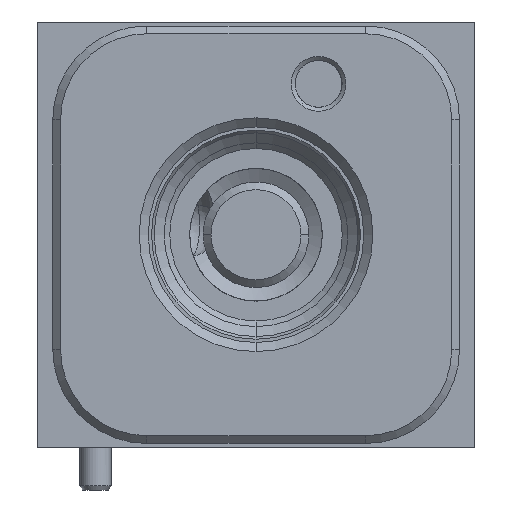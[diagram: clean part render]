
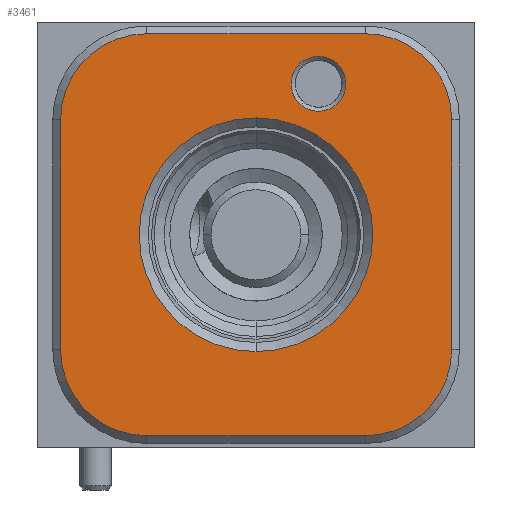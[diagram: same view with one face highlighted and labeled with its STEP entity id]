
A CAD part, front view. The second image highlights one B-rep face of the part: STEP entity #3461.
In plain terms, the highlighted planar face has unit normal (0, -1, 0).
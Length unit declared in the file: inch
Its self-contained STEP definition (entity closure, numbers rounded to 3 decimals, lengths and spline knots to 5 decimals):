
#901=CARTESIAN_POINT('',(1.313,-2.906,1.309));
#902=DIRECTION('',(0.,1.,0.));
#903=DIRECTION('',(0.,0.,1.));
#904=AXIS2_PLACEMENT_3D('',#901,#902,#903);
#915=CARTESIAN_POINT('',(0.875,-2.906,0.85));
#916=DIRECTION('',(0.,1.,0.));
#917=DIRECTION('',(0.,0.,-1.));
#918=AXIS2_PLACEMENT_3D('',#915,#916,#917);
#920=CARTESIAN_POINT('',(0.875,-2.906,0.85));
#921=DIRECTION('',(0.,1.,0.));
#922=DIRECTION('',(0.,0.,1.));
#923=AXIS2_PLACEMENT_3D('',#920,#921,#922);
#925=CARTESIAN_POINT('',(1.125,-2.906,1.453));
#926=DIRECTION('',(0.,1.,0.));
#927=DIRECTION('',(-0.643,0.,-0.766));
#928=AXIS2_PLACEMENT_3D('',#925,#926,#927);
#930=CARTESIAN_POINT('',(1.125,-2.906,1.453));
#931=DIRECTION('',(0.,1.,0.));
#932=DIRECTION('',(0.643,0.,0.766));
#933=AXIS2_PLACEMENT_3D('',#930,#931,#932);
#935=DIRECTION('',(0.,0.,-1.));
#936=VECTOR('',#935,0.918);
#937=CARTESIAN_POINT('',(1.657,-2.906,1.309));
#938=LINE('',#937,#936);
#955=CARTESIAN_POINT('',(1.313,-2.906,0.391));
#956=DIRECTION('',(0.,1.,0.));
#957=DIRECTION('',(1.,0.,0.));
#958=AXIS2_PLACEMENT_3D('',#955,#956,#957);
#973=DIRECTION('',(-1.,0.,0.));
#974=VECTOR('',#973,0.875);
#975=CARTESIAN_POINT('',(1.313,-2.906,0.047));
#976=LINE('',#975,#974);
#989=CARTESIAN_POINT('',(0.438,-2.906,0.391));
#990=DIRECTION('',(0.,1.,0.));
#991=DIRECTION('',(0.,0.,-1.));
#992=AXIS2_PLACEMENT_3D('',#989,#990,#991);
#1003=DIRECTION('',(0.,0.,1.));
#1004=VECTOR('',#1003,0.918);
#1005=CARTESIAN_POINT('',(0.094,-2.906,0.391));
#1006=LINE('',#1005,#1004);
#1023=CARTESIAN_POINT('',(0.438,-2.906,1.309));
#1024=DIRECTION('',(0.,1.,0.));
#1025=DIRECTION('',(-1.,0.,0.));
#1026=AXIS2_PLACEMENT_3D('',#1023,#1024,#1025);
#1037=DIRECTION('',(1.,0.,0.));
#1038=VECTOR('',#1037,0.875);
#1039=CARTESIAN_POINT('',(0.438,-2.906,1.653));
#1040=LINE('',#1039,#1038);
#2925=CARTESIAN_POINT('',(1.313,-2.906,0.047));
#2926=CARTESIAN_POINT('',(0.438,-2.906,0.047));
#2927=VERTEX_POINT('',#2925);
#2928=VERTEX_POINT('',#2926);
#2933=CARTESIAN_POINT('',(0.094,-2.906,0.391));
#2934=VERTEX_POINT('',#2933);
#2937=CARTESIAN_POINT('',(0.094,-2.906,1.309));
#2938=VERTEX_POINT('',#2937);
#2941=CARTESIAN_POINT('',(0.438,-2.906,1.653));
#2942=VERTEX_POINT('',#2941);
#2945=CARTESIAN_POINT('',(1.313,-2.906,1.653));
#2946=VERTEX_POINT('',#2945);
#2949=CARTESIAN_POINT('',(1.657,-2.906,1.309));
#2950=VERTEX_POINT('',#2949);
#2953=CARTESIAN_POINT('',(1.657,-2.906,0.391));
#2954=VERTEX_POINT('',#2953);
#2993=CARTESIAN_POINT('',(0.875,-2.906,1.317));
#2994=VERTEX_POINT('',#2993);
#3003=CARTESIAN_POINT('',(0.875,-2.906,0.383));
#3004=VERTEX_POINT('',#3003);
#3016=CARTESIAN_POINT('',(1.05461,-2.906,1.36912));
#3017=CARTESIAN_POINT('',(1.19539,-2.906,1.53688));
#3018=VERTEX_POINT('',#3016);
#3019=VERTEX_POINT('',#3017);
#3427=CARTESIAN_POINT('',(0.,-2.906,0.));
#3428=DIRECTION('',(0.,-1.,0.));
#3429=DIRECTION('',(1.,0.,0.));
#3430=AXIS2_PLACEMENT_3D('',#3427,#3428,#3429);
#3431=PLANE('',#3430);
#3432=ORIENTED_EDGE('',*,*,#3417,.T.);
#3434=ORIENTED_EDGE('',*,*,#3433,.T.);
#3436=ORIENTED_EDGE('',*,*,#3435,.T.);
#3438=ORIENTED_EDGE('',*,*,#3437,.T.);
#3440=ORIENTED_EDGE('',*,*,#3439,.T.);
#3442=ORIENTED_EDGE('',*,*,#3441,.T.);
#3444=ORIENTED_EDGE('',*,*,#3443,.T.);
#3446=ORIENTED_EDGE('',*,*,#3445,.T.);
#3447=EDGE_LOOP('',(#3432,#3434,#3436,#3438,#3440,#3442,#3444,#3446));
#3448=FACE_OUTER_BOUND('',#3447,.F.);
#3450=ORIENTED_EDGE('',*,*,#3449,.F.);
#3452=ORIENTED_EDGE('',*,*,#3451,.F.);
#3453=EDGE_LOOP('',(#3450,#3452));
#3454=FACE_BOUND('',#3453,.F.);
#3456=ORIENTED_EDGE('',*,*,#3455,.F.);
#3458=ORIENTED_EDGE('',*,*,#3457,.F.);
#3459=EDGE_LOOP('',(#3456,#3458));
#3460=FACE_BOUND('',#3459,.F.);
#3461=ADVANCED_FACE('',(#3448,#3454,#3460),#3431,.T.);
#905=CIRCLE('',#904,0.344);
#919=CIRCLE('',#918,0.467);
#924=CIRCLE('',#923,0.467);
#929=CIRCLE('',#928,0.1095);
#934=CIRCLE('',#933,0.1095);
#959=CIRCLE('',#958,0.344);
#993=CIRCLE('',#992,0.344);
#1027=CIRCLE('',#1026,0.344);
#3417=EDGE_CURVE('',#2946,#2950,#905,.T.);
#3433=EDGE_CURVE('',#2950,#2954,#938,.T.);
#3435=EDGE_CURVE('',#2954,#2927,#959,.T.);
#3437=EDGE_CURVE('',#2927,#2928,#976,.T.);
#3439=EDGE_CURVE('',#2928,#2934,#993,.T.);
#3441=EDGE_CURVE('',#2934,#2938,#1006,.T.);
#3443=EDGE_CURVE('',#2938,#2942,#1027,.T.);
#3445=EDGE_CURVE('',#2942,#2946,#1040,.T.);
#3449=EDGE_CURVE('',#3004,#2994,#919,.T.);
#3451=EDGE_CURVE('',#2994,#3004,#924,.T.);
#3455=EDGE_CURVE('',#3018,#3019,#929,.T.);
#3457=EDGE_CURVE('',#3019,#3018,#934,.T.);
